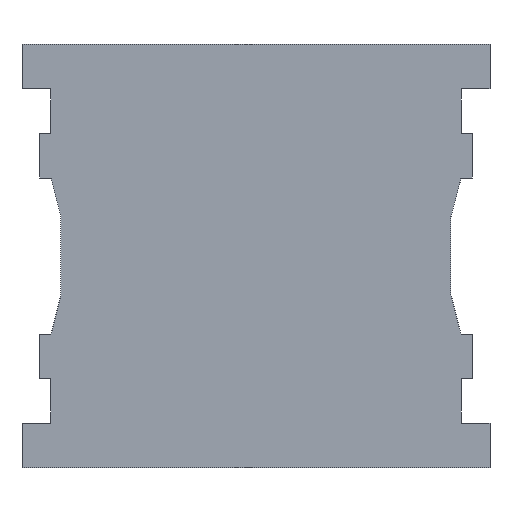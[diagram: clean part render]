
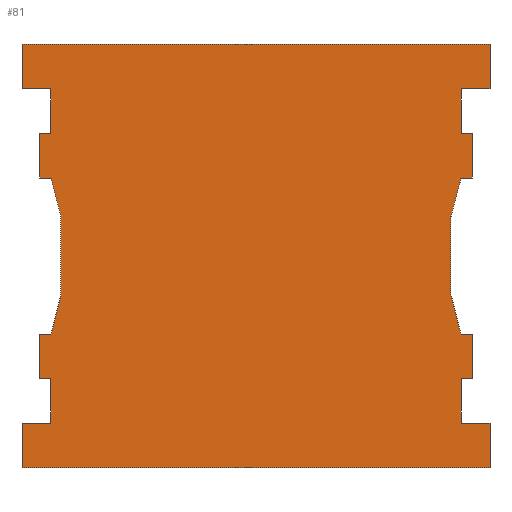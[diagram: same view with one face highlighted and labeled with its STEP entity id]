
A CAD part, front view. The second image highlights one B-rep face of the part: STEP entity #81.
In plain terms, the highlighted planar face has unit normal (0, -1, 0).
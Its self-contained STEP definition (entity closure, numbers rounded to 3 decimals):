
#81=ADVANCED_FACE('NONE',(#210),#211,.T.);
#210=FACE_OUTER_BOUND('',#399,.T.);
#211=PLANE('',#400);
#399=EDGE_LOOP('',(#998,#999,#1000,#1001,#1002,#1003,#1004,#1005,#1006,#1007,#1008,#1009,#1010,#1011,#1012,#1013,#1014,#1015,#1016,#1017,#1018,#1019,#1020,#1021,#1022,#1023,#1024,#1025,#1026,#1027,#1028,#1029));
#400=AXIS2_PLACEMENT_3D('',#1030,#1031,#1032);
#998=ORIENTED_EDGE('',*,*,#1597,.F.);
#999=ORIENTED_EDGE('',*,*,#1598,.F.);
#1000=ORIENTED_EDGE('',*,*,#1589,.F.);
#1001=ORIENTED_EDGE('',*,*,#1601,.F.);
#1002=ORIENTED_EDGE('',*,*,#1600,.F.);
#1003=ORIENTED_EDGE('',*,*,#1583,.F.);
#1004=ORIENTED_EDGE('',*,*,#1586,.F.);
#1005=ORIENTED_EDGE('',*,*,#1585,.F.);
#1006=ORIENTED_EDGE('',*,*,#1545,.F.);
#1007=ORIENTED_EDGE('',*,*,#1602,.F.);
#1008=ORIENTED_EDGE('',*,*,#1603,.T.);
#1009=ORIENTED_EDGE('',*,*,#1604,.T.);
#1010=ORIENTED_EDGE('',*,*,#1605,.T.);
#1011=ORIENTED_EDGE('',*,*,#1606,.T.);
#1012=ORIENTED_EDGE('',*,*,#1607,.T.);
#1013=ORIENTED_EDGE('',*,*,#1608,.T.);
#1014=ORIENTED_EDGE('',*,*,#1609,.T.);
#1015=ORIENTED_EDGE('',*,*,#1610,.T.);
#1016=ORIENTED_EDGE('',*,*,#1611,.T.);
#1017=ORIENTED_EDGE('',*,*,#1612,.T.);
#1018=ORIENTED_EDGE('',*,*,#1613,.T.);
#1019=ORIENTED_EDGE('',*,*,#1614,.T.);
#1020=ORIENTED_EDGE('',*,*,#1615,.T.);
#1021=ORIENTED_EDGE('',*,*,#1616,.T.);
#1022=ORIENTED_EDGE('',*,*,#1617,.T.);
#1023=ORIENTED_EDGE('',*,*,#1618,.T.);
#1024=ORIENTED_EDGE('',*,*,#1619,.F.);
#1025=ORIENTED_EDGE('',*,*,#1620,.F.);
#1026=ORIENTED_EDGE('',*,*,#1524,.F.);
#1027=ORIENTED_EDGE('',*,*,#1595,.F.);
#1028=ORIENTED_EDGE('',*,*,#1594,.F.);
#1029=ORIENTED_EDGE('',*,*,#1592,.F.);
#1030=CARTESIAN_POINT('',(0.0,-10.5,9.5));
#1031=DIRECTION('',(0.0,-1.0,0.0));
#1032=DIRECTION('',(0.0,0.0,-1.0));
#1524=EDGE_CURVE('NONE',#1810,#1812,#1813,.T.);
#1545=EDGE_CURVE('NONE',#1845,#1847,#1848,.T.);
#1583=EDGE_CURVE('NONE',#1909,#1907,#1911,.T.);
#1585=EDGE_CURVE('NONE',#1847,#1912,#1914,.T.);
#1586=EDGE_CURVE('NONE',#1912,#1909,#1915,.T.);
#1589=EDGE_CURVE('NONE',#1918,#1916,#1920,.T.);
#1592=EDGE_CURVE('NONE',#1923,#1921,#1925,.T.);
#1594=EDGE_CURVE('NONE',#1921,#1926,#1928,.T.);
#1595=EDGE_CURVE('NONE',#1926,#1810,#1929,.T.);
#1597=EDGE_CURVE('NONE',#1930,#1923,#1932,.T.);
#1598=EDGE_CURVE('NONE',#1916,#1930,#1933,.T.);
#1600=EDGE_CURVE('NONE',#1907,#1934,#1936,.T.);
#1601=EDGE_CURVE('NONE',#1934,#1918,#1937,.T.);
#1602=EDGE_CURVE('NONE',#1938,#1845,#1939,.T.);
#1603=EDGE_CURVE('NONE',#1938,#1940,#1941,.T.);
#1604=EDGE_CURVE('NONE',#1940,#1942,#1943,.T.);
#1605=EDGE_CURVE('NONE',#1942,#1944,#1945,.T.);
#1606=EDGE_CURVE('NONE',#1944,#1946,#1947,.T.);
#1607=EDGE_CURVE('NONE',#1946,#1948,#1949,.T.);
#1608=EDGE_CURVE('NONE',#1948,#1950,#1951,.T.);
#1609=EDGE_CURVE('NONE',#1950,#1952,#1953,.T.);
#1610=EDGE_CURVE('NONE',#1952,#1954,#1955,.T.);
#1611=EDGE_CURVE('NONE',#1954,#1956,#1957,.T.);
#1612=EDGE_CURVE('NONE',#1956,#1958,#1959,.T.);
#1613=EDGE_CURVE('NONE',#1958,#1960,#1961,.T.);
#1614=EDGE_CURVE('NONE',#1960,#1962,#1963,.T.);
#1615=EDGE_CURVE('NONE',#1962,#1964,#1965,.T.);
#1616=EDGE_CURVE('NONE',#1964,#1966,#1967,.T.);
#1617=EDGE_CURVE('NONE',#1966,#1968,#1969,.T.);
#1618=EDGE_CURVE('NONE',#1968,#1970,#1971,.T.);
#1619=EDGE_CURVE('NONE',#1972,#1970,#1973,.T.);
#1620=EDGE_CURVE('NONE',#1812,#1972,#1974,.T.);
#1810=VERTEX_POINT('NONE',#2273);
#1812=VERTEX_POINT('NONE',#2276);
#1813=LINE('',#2277,#2278);
#1845=VERTEX_POINT('NONE',#2329);
#1847=VERTEX_POINT('NONE',#2332);
#1848=LINE('',#2333,#2334);
#1907=VERTEX_POINT('NONE',#2442);
#1909=VERTEX_POINT('NONE',#2445);
#1911=LINE('',#2448,#2449);
#1912=VERTEX_POINT('NONE',#2450);
#1914=LINE('',#2453,#2454);
#1915=LINE('',#2455,#2456);
#1916=VERTEX_POINT('NONE',#2457);
#1918=VERTEX_POINT('NONE',#2460);
#1920=LINE('',#2463,#2464);
#1921=VERTEX_POINT('NONE',#2465);
#1923=VERTEX_POINT('NONE',#2468);
#1925=LINE('',#2471,#2472);
#1926=VERTEX_POINT('NONE',#2473);
#1928=LINE('',#2476,#2477);
#1929=LINE('',#2478,#2479);
#1930=VERTEX_POINT('NONE',#2480);
#1932=LINE('',#2483,#2484);
#1933=LINE('',#2485,#2486);
#1934=VERTEX_POINT('NONE',#2487);
#1936=LINE('',#2490,#2491);
#1937=LINE('',#2492,#2493);
#1938=VERTEX_POINT('NONE',#2494);
#1939=LINE('',#2495,#2496);
#1940=VERTEX_POINT('NONE',#2497);
#1941=LINE('',#2498,#2499);
#1942=VERTEX_POINT('NONE',#2500);
#1943=LINE('',#2501,#2502);
#1944=VERTEX_POINT('NONE',#2503);
#1945=LINE('',#2504,#2505);
#1946=VERTEX_POINT('NONE',#2506);
#1947=LINE('',#2507,#2508);
#1948=VERTEX_POINT('NONE',#2509);
#1949=LINE('',#2510,#2511);
#1950=VERTEX_POINT('NONE',#2512);
#1951=LINE('',#2513,#2514);
#1952=VERTEX_POINT('NONE',#2515);
#1953=LINE('',#2516,#2517);
#1954=VERTEX_POINT('NONE',#2518);
#1955=LINE('',#2519,#2520);
#1956=VERTEX_POINT('NONE',#2521);
#1957=LINE('',#2522,#2523);
#1958=VERTEX_POINT('NONE',#2524);
#1959=LINE('',#2525,#2526);
#1960=VERTEX_POINT('NONE',#2527);
#1961=LINE('',#2528,#2529);
#1962=VERTEX_POINT('NONE',#2530);
#1963=LINE('',#2531,#2532);
#1964=VERTEX_POINT('NONE',#2533);
#1965=LINE('',#2534,#2535);
#1966=VERTEX_POINT('NONE',#2536);
#1967=LINE('',#2537,#2538);
#1968=VERTEX_POINT('NONE',#2539);
#1969=LINE('',#2540,#2541);
#1970=VERTEX_POINT('NONE',#2542);
#1971=LINE('',#2543,#2544);
#1972=VERTEX_POINT('NONE',#2545);
#1973=LINE('',#2546,#2547);
#1974=LINE('',#2548,#2549);
#2273=CARTESIAN_POINT('',(19.7,-10.5,-7.5));
#2276=CARTESIAN_POINT('',(21.0,-10.5,-7.5));
#2277=CARTESIAN_POINT('',(21.0,-10.5,-7.5));
#2278=VECTOR('',#3101,1000.0);
#2329=CARTESIAN_POINT('',(21.0,-10.5,7.5));
#2332=CARTESIAN_POINT('',(19.7,-10.5,7.5));
#2333=CARTESIAN_POINT('',(19.7,-10.5,7.5));
#2334=VECTOR('',#3122,1000.0);
#2442=CARTESIAN_POINT('',(20.2,-10.5,3.5));
#2445=CARTESIAN_POINT('',(20.2,-10.5,5.5));
#2448=CARTESIAN_POINT('',(20.2,-10.5,1.75));
#2449=VECTOR('',#3163,1000.0);
#2450=CARTESIAN_POINT('',(19.7,-10.5,5.5));
#2453=CARTESIAN_POINT('',(19.7,-10.5,5.5));
#2454=VECTOR('',#3165,1000.0);
#2455=CARTESIAN_POINT('',(20.2,-10.5,5.5));
#2456=VECTOR('',#3166,1000.0);
#2457=CARTESIAN_POINT('',(19.25,-10.5,-1.75));
#2460=CARTESIAN_POINT('',(19.25,-10.5,1.75));
#2463=CARTESIAN_POINT('',(19.25,-10.5,-1.75));
#2464=VECTOR('',#3169,1000.0);
#2465=CARTESIAN_POINT('',(20.2,-10.5,-5.5));
#2468=CARTESIAN_POINT('',(20.2,-10.5,-3.5));
#2471=CARTESIAN_POINT('',(20.2,-10.5,-5.5));
#2472=VECTOR('',#3172,1000.0);
#2473=CARTESIAN_POINT('',(19.7,-10.5,-5.5));
#2476=CARTESIAN_POINT('',(19.7,-10.5,-5.5));
#2477=VECTOR('',#3174,1000.0);
#2478=CARTESIAN_POINT('',(19.7,-10.5,-7.5));
#2479=VECTOR('',#3175,1000.0);
#2480=CARTESIAN_POINT('',(19.7,-10.5,-3.5));
#2483=CARTESIAN_POINT('',(19.7,-10.5,-3.5));
#2484=VECTOR('',#3177,1000.0);
#2485=CARTESIAN_POINT('',(19.7,-10.5,-3.5));
#2486=VECTOR('',#3178,1000.0);
#2487=CARTESIAN_POINT('',(19.7,-10.5,3.5));
#2490=CARTESIAN_POINT('',(20.2,-10.5,3.5));
#2491=VECTOR('',#3180,1000.0);
#2492=CARTESIAN_POINT('',(19.7,-10.5,3.5));
#2493=VECTOR('',#3181,1000.0);
#2494=CARTESIAN_POINT('',(21.0,-10.5,9.5));
#2495=CARTESIAN_POINT('',(21.0,-10.5,9.5));
#2496=VECTOR('',#3182,1000.0);
#2497=CARTESIAN_POINT('',(0.0,-10.5,9.5));
#2498=CARTESIAN_POINT('',(0.0,-10.5,9.5));
#2499=VECTOR('',#3183,1000.0);
#2500=CARTESIAN_POINT('',(0.,-10.5,7.5));
#2501=CARTESIAN_POINT('',(0.0,-10.5,9.5));
#2502=VECTOR('',#3184,1000.0);
#2503=CARTESIAN_POINT('',(1.3,-10.5,7.5));
#2504=CARTESIAN_POINT('',(1.3,-10.5,7.5));
#2505=VECTOR('',#3185,1000.0);
#2506=CARTESIAN_POINT('',(1.3,-10.5,5.5));
#2507=CARTESIAN_POINT('',(1.3,-10.5,5.5));
#2508=VECTOR('',#3186,1000.0);
#2509=CARTESIAN_POINT('',(0.8,-10.5,5.5));
#2510=CARTESIAN_POINT('',(0.8,-10.5,5.5));
#2511=VECTOR('',#3187,1000.0);
#2512=CARTESIAN_POINT('',(0.8,-10.5,3.5));
#2513=CARTESIAN_POINT('',(0.8,-10.5,1.75));
#2514=VECTOR('',#3188,1000.0);
#2515=CARTESIAN_POINT('',(1.3,-10.5,3.5));
#2516=CARTESIAN_POINT('',(0.8,-10.5,3.5));
#2517=VECTOR('',#3189,1000.0);
#2518=CARTESIAN_POINT('',(1.75,-10.5,1.75));
#2519=CARTESIAN_POINT('',(1.3,-10.5,3.5));
#2520=VECTOR('',#3190,1000.0);
#2521=CARTESIAN_POINT('',(1.75,-10.5,-1.75));
#2522=CARTESIAN_POINT('',(1.75,-10.5,-1.75));
#2523=VECTOR('',#3191,1000.0);
#2524=CARTESIAN_POINT('',(1.3,-10.5,-3.5));
#2525=CARTESIAN_POINT('',(1.3,-10.5,-3.5));
#2526=VECTOR('',#3192,1000.0);
#2527=CARTESIAN_POINT('',(0.8,-10.5,-3.5));
#2528=CARTESIAN_POINT('',(1.3,-10.5,-3.5));
#2529=VECTOR('',#3193,1000.0);
#2530=CARTESIAN_POINT('',(0.8,-10.5,-5.5));
#2531=CARTESIAN_POINT('',(0.8,-10.5,-5.5));
#2532=VECTOR('',#3194,1000.0);
#2533=CARTESIAN_POINT('',(1.3,-10.5,-5.5));
#2534=CARTESIAN_POINT('',(1.3,-10.5,-5.5));
#2535=VECTOR('',#3195,1000.0);
#2536=CARTESIAN_POINT('',(1.3,-10.5,-7.5));
#2537=CARTESIAN_POINT('',(1.3,-10.5,-7.5));
#2538=VECTOR('',#3196,1000.0);
#2539=CARTESIAN_POINT('',(0.,-10.5,-7.5));
#2540=CARTESIAN_POINT('',(0.,-10.5,-7.5));
#2541=VECTOR('',#3197,1000.0);
#2542=CARTESIAN_POINT('',(0.0,-10.5,-9.5));
#2543=CARTESIAN_POINT('',(0.0,-10.5,9.5));
#2544=VECTOR('',#3198,1000.0);
#2545=CARTESIAN_POINT('',(21.0,-10.5,-9.5));
#2546=CARTESIAN_POINT('',(0.0,-10.5,-9.5));
#2547=VECTOR('',#3199,1000.0);
#2548=CARTESIAN_POINT('',(21.0,-10.5,9.5));
#2549=VECTOR('',#3200,1000.0);
#3101=DIRECTION('',(1.0,0.,0.));
#3122=DIRECTION('',(-1.0,0.,0.));
#3163=DIRECTION('',(0.,0.,-1.0));
#3165=DIRECTION('',(0.,0.,-1.0));
#3166=DIRECTION('',(1.0,0.,-0.0));
#3169=DIRECTION('',(0.,0.,-1.0));
#3172=DIRECTION('',(0.,0.,-1.0));
#3174=DIRECTION('',(-1.0,0.,0.0));
#3175=DIRECTION('',(0.,0.,-1.0));
#3177=DIRECTION('',(1.0,0.,0.));
#3178=DIRECTION('',(0.249,0.,-0.968));
#3180=DIRECTION('',(-1.0,0.,0.));
#3181=DIRECTION('',(-0.249,0.,-0.968));
#3182=DIRECTION('',(-0.0,-0.0,-1.0));
#3183=DIRECTION('',(-1.0,0.0,-0.0));
#3184=DIRECTION('',(-0.0,-0.0,-1.0));
#3185=DIRECTION('',(1.0,0.0,0.));
#3186=DIRECTION('',(0.,0.0,-1.0));
#3187=DIRECTION('',(-1.0,0.0,-0.0));
#3188=DIRECTION('',(0.,0.0,-1.0));
#3189=DIRECTION('',(1.0,0.0,0.));
#3190=DIRECTION('',(0.249,0.0,-0.968));
#3191=DIRECTION('',(0.,0.0,-1.0));
#3192=DIRECTION('',(-0.249,0.0,-0.968));
#3193=DIRECTION('',(-1.0,0.0,0.));
#3194=DIRECTION('',(0.,0.0,-1.0));
#3195=DIRECTION('',(1.0,0.0,0.0));
#3196=DIRECTION('',(0.,0.0,-1.0));
#3197=DIRECTION('',(-1.0,0.0,0.));
#3198=DIRECTION('',(-0.0,-0.0,-1.0));
#3199=DIRECTION('',(-1.0,0.0,-0.0));
#3200=DIRECTION('',(-0.0,-0.0,-1.0));
